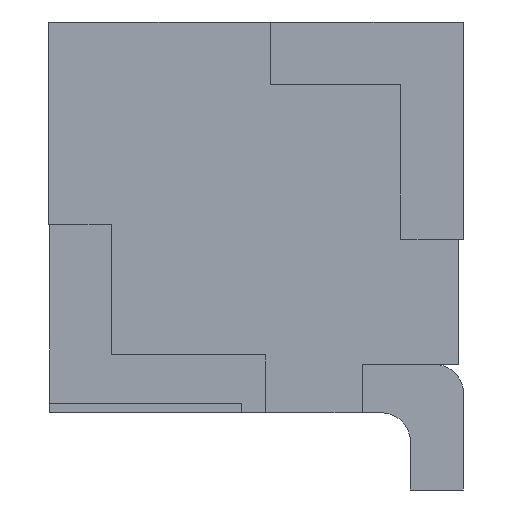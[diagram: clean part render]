
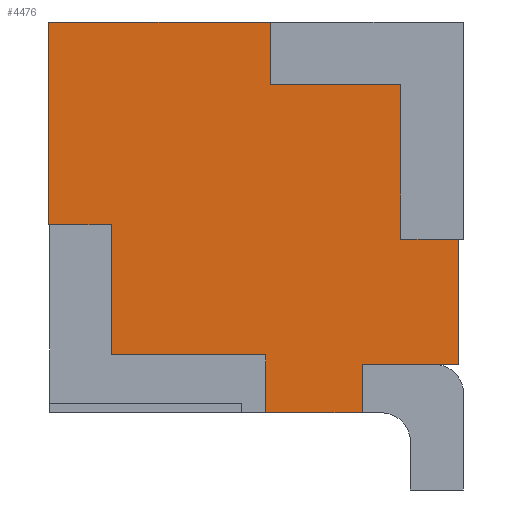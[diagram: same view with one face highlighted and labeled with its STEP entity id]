
A CAD part, left-side view. The second image highlights one B-rep face of the part: STEP entity #4476.
In plain terms, the highlighted planar face has unit normal (-1, 0, 0).
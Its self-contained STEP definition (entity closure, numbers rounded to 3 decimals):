
#77 = DIRECTION ( 'NONE',  ( 0., 0., 1. ) ) ;
#169 = CARTESIAN_POINT ( 'NONE',  ( -2.875, 1.95, 1.375 ) ) ;
#323 = LINE ( 'NONE', #4756, #5302 ) ;
#356 = ORIENTED_EDGE ( 'NONE', *, *, #2250, .F. ) ;
#367 = CARTESIAN_POINT ( 'NONE',  ( -2.875, 3.6, -0.075 ) ) ;
#499 = EDGE_CURVE ( 'NONE', #4817, #1438, #1133, .T. ) ;
#598 = VERTEX_POINT ( 'NONE', #1882 ) ;
#613 = EDGE_LOOP ( 'NONE', ( #4575, #1968, #3044, #4945, #4557, #3973, #2298, #356, #2815, #5956, #3780, #6192, #3639, #3196 ) ) ;
#675 = CARTESIAN_POINT ( 'NONE',  ( -2.875, 0.6, -0.225 ) ) ;
#788 = CARTESIAN_POINT ( 'NONE',  ( -2.875, 1., -2.025 ) ) ;
#807 = VERTEX_POINT ( 'NONE', #1486 ) ;
#838 = DIRECTION ( 'NONE',  ( 0., 0., -1. ) ) ;
#948 = EDGE_CURVE ( 'NONE', #1654, #4696, #2020, .T. ) ;
#994 = CARTESIAN_POINT ( 'NONE',  ( -2.875, 2., -2.025 ) ) ;
#1012 = CARTESIAN_POINT ( 'NONE',  ( -2.875, 0., -1.525 ) ) ;
#1055 = LINE ( 'NONE', #3108, #1427 ) ;
#1133 = LINE ( 'NONE', #3070, #1583 ) ;
#1230 = VECTOR ( 'NONE', #2462, 1000. ) ;
#1239 = CARTESIAN_POINT ( 'NONE',  ( -2.875, 0.6, -0.225 ) ) ;
#1294 = CARTESIAN_POINT ( 'NONE',  ( -2.875, 4.25, -1.525 ) ) ;
#1334 = VECTOR ( 'NONE', #3859, 1000. ) ;
#1371 = EDGE_CURVE ( 'NONE', #5609, #1398, #2501, .T. ) ;
#1398 = VERTEX_POINT ( 'NONE', #3998 ) ;
#1427 = VECTOR ( 'NONE', #838, 1000. ) ;
#1438 = VERTEX_POINT ( 'NONE', #4492 ) ;
#1451 = CARTESIAN_POINT ( 'NONE',  ( -2.875, 4.25, -0.075 ) ) ;
#1486 = CARTESIAN_POINT ( 'NONE',  ( -2.875, 1.95, 2.025 ) ) ;
#1524 = PLANE ( 'NONE',  #5123 ) ;
#1583 = VECTOR ( 'NONE', #4163, 1000. ) ;
#1642 = DIRECTION ( 'NONE',  ( 0., -1., 0. ) ) ;
#1654 = VERTEX_POINT ( 'NONE', #5769 ) ;
#1732 = LINE ( 'NONE', #4321, #4295 ) ;
#1778 = LINE ( 'NONE', #4804, #4954 ) ;
#1873 = VECTOR ( 'NONE', #2666, 1000. ) ;
#1882 = CARTESIAN_POINT ( 'NONE',  ( -2.875, 0.6, 1.375 ) ) ;
#1923 = VERTEX_POINT ( 'NONE', #1239 ) ;
#1968 = ORIENTED_EDGE ( 'NONE', *, *, #2119, .F. ) ;
#1973 = DIRECTION ( 'NONE',  ( 0., 0., 1. ) ) ;
#2020 = LINE ( 'NONE', #2173, #1873 ) ;
#2056 = VECTOR ( 'NONE', #4944, 1000. ) ;
#2108 = VERTEX_POINT ( 'NONE', #994 ) ;
#2119 = EDGE_CURVE ( 'NONE', #4696, #4817, #5058, .T. ) ;
#2130 = CARTESIAN_POINT ( 'NONE',  ( -2.875, 1., 2.025 ) ) ;
#2173 = CARTESIAN_POINT ( 'NONE',  ( -2.875, 3.6, -0.075 ) ) ;
#2250 = EDGE_CURVE ( 'NONE', #6121, #1398, #4964, .T. ) ;
#2298 = ORIENTED_EDGE ( 'NONE', *, *, #1371, .T. ) ;
#2462 = DIRECTION ( 'NONE',  ( 0., 1., 0. ) ) ;
#2500 = LINE ( 'NONE', #4317, #3163 ) ;
#2501 = LINE ( 'NONE', #2130, #2056 ) ;
#2518 = EDGE_CURVE ( 'NONE', #5574, #1654, #1778, .T. ) ;
#2666 = DIRECTION ( 'NONE',  ( 0., 0., 1. ) ) ;
#2763 = CARTESIAN_POINT ( 'NONE',  ( -2.875, 2., -1.425 ) ) ;
#2815 = ORIENTED_EDGE ( 'NONE', *, *, #3724, .T. ) ;
#2848 = DIRECTION ( 'NONE',  ( 0., 1., 0. ) ) ;
#2903 = DIRECTION ( 'NONE',  ( 1., 0., 0. ) ) ;
#2923 = CARTESIAN_POINT ( 'NONE',  ( -2.875, 0.6, 1.375 ) ) ;
#2946 = CARTESIAN_POINT ( 'NONE',  ( -2.875, 0., 0. ) ) ;
#2976 = VECTOR ( 'NONE', #1973, 1000. ) ;
#2990 = EDGE_CURVE ( 'NONE', #2108, #5574, #4483, .T. ) ;
#3044 = ORIENTED_EDGE ( 'NONE', *, *, #948, .F. ) ;
#3070 = CARTESIAN_POINT ( 'NONE',  ( -2.875, 4.25, -0.025 ) ) ;
#3108 = CARTESIAN_POINT ( 'NONE',  ( -2.875, 1.95, 2.025 ) ) ;
#3163 = VECTOR ( 'NONE', #5731, 1000. ) ;
#3196 = ORIENTED_EDGE ( 'NONE', *, *, #5155, .F. ) ;
#3230 = FACE_OUTER_BOUND ( 'NONE', #613, .T. ) ;
#3639 = ORIENTED_EDGE ( 'NONE', *, *, #4977, .F. ) ;
#3724 = EDGE_CURVE ( 'NONE', #6121, #5678, #5965, .T. ) ;
#3780 = ORIENTED_EDGE ( 'NONE', *, *, #6140, .F. ) ;
#3835 = LINE ( 'NONE', #675, #5625 ) ;
#3857 = DIRECTION ( 'NONE',  ( 0., -1., 0. ) ) ;
#3859 = DIRECTION ( 'NONE',  ( 0., 0., -1. ) ) ;
#3895 = EDGE_CURVE ( 'NONE', #5609, #2108, #323, .T. ) ;
#3962 = EDGE_CURVE ( 'NONE', #4893, #598, #2500, .T. ) ;
#3973 = ORIENTED_EDGE ( 'NONE', *, *, #3895, .F. ) ;
#3998 = CARTESIAN_POINT ( 'NONE',  ( -2.875, 1., -1.525 ) ) ;
#4163 = DIRECTION ( 'NONE',  ( 0., 0., 1. ) ) ;
#4295 = VECTOR ( 'NONE', #3857, 1000. ) ;
#4317 = CARTESIAN_POINT ( 'NONE',  ( -2.875, 1.95, 1.375 ) ) ;
#4321 = CARTESIAN_POINT ( 'NONE',  ( -2.875, 4.25, 2.025 ) ) ;
#4348 = CARTESIAN_POINT ( 'NONE',  ( -2.875, 4.25, -0.075 ) ) ;
#4476 = ADVANCED_FACE ( 'NONE', ( #3230 ), #1524, .F. ) ;
#4483 = LINE ( 'NONE', #4904, #2976 ) ;
#4492 = CARTESIAN_POINT ( 'NONE',  ( -2.875, 4.25, 2.025 ) ) ;
#4499 = VECTOR ( 'NONE', #5684, 1000. ) ;
#4557 = ORIENTED_EDGE ( 'NONE', *, *, #2990, .F. ) ;
#4575 = ORIENTED_EDGE ( 'NONE', *, *, #499, .F. ) ;
#4611 = CARTESIAN_POINT ( 'NONE',  ( -2.875, 0., 2.025 ) ) ;
#4696 = VERTEX_POINT ( 'NONE', #367 ) ;
#4756 = CARTESIAN_POINT ( 'NONE',  ( -2.875, 4.25, -2.025 ) ) ;
#4804 = CARTESIAN_POINT ( 'NONE',  ( -2.875, 3.6, -1.425 ) ) ;
#4817 = VERTEX_POINT ( 'NONE', #4348 ) ;
#4893 = VERTEX_POINT ( 'NONE', #169 ) ;
#4904 = CARTESIAN_POINT ( 'NONE',  ( -2.875, 2., -1.425 ) ) ;
#4944 = DIRECTION ( 'NONE',  ( 0., 0., 1. ) ) ;
#4945 = ORIENTED_EDGE ( 'NONE', *, *, #2518, .F. ) ;
#4954 = VECTOR ( 'NONE', #5288, 1000. ) ;
#4964 = LINE ( 'NONE', #1294, #4499 ) ;
#4977 = EDGE_CURVE ( 'NONE', #807, #4893, #1055, .T. ) ;
#5058 = LINE ( 'NONE', #1451, #1230 ) ;
#5123 = AXIS2_PLACEMENT_3D ( 'NONE', #2946, #2903, #77 ) ;
#5155 = EDGE_CURVE ( 'NONE', #1438, #807, #1732, .T. ) ;
#5162 = VECTOR ( 'NONE', #5480, 1000. ) ;
#5197 = LINE ( 'NONE', #2923, #1334 ) ;
#5288 = DIRECTION ( 'NONE',  ( 0., 1., 0. ) ) ;
#5302 = VECTOR ( 'NONE', #2848, 1000. ) ;
#5480 = DIRECTION ( 'NONE',  ( 0., 0., 1. ) ) ;
#5574 = VERTEX_POINT ( 'NONE', #2763 ) ;
#5609 = VERTEX_POINT ( 'NONE', #788 ) ;
#5625 = VECTOR ( 'NONE', #1642, 1000. ) ;
#5678 = VERTEX_POINT ( 'NONE', #5914 ) ;
#5684 = DIRECTION ( 'NONE',  ( 0., 1., 0. ) ) ;
#5731 = DIRECTION ( 'NONE',  ( 0., -1., 0. ) ) ;
#5769 = CARTESIAN_POINT ( 'NONE',  ( -2.875, 3.6, -1.425 ) ) ;
#5784 = EDGE_CURVE ( 'NONE', #1923, #5678, #3835, .T. ) ;
#5914 = CARTESIAN_POINT ( 'NONE',  ( -2.875, 0., -0.225 ) ) ;
#5956 = ORIENTED_EDGE ( 'NONE', *, *, #5784, .F. ) ;
#5965 = LINE ( 'NONE', #4611, #5162 ) ;
#6121 = VERTEX_POINT ( 'NONE', #1012 ) ;
#6140 = EDGE_CURVE ( 'NONE', #598, #1923, #5197, .T. ) ;
#6192 = ORIENTED_EDGE ( 'NONE', *, *, #3962, .F. ) ;
